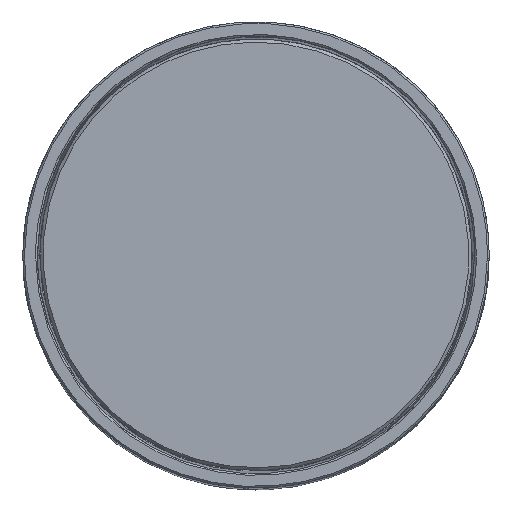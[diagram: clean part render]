
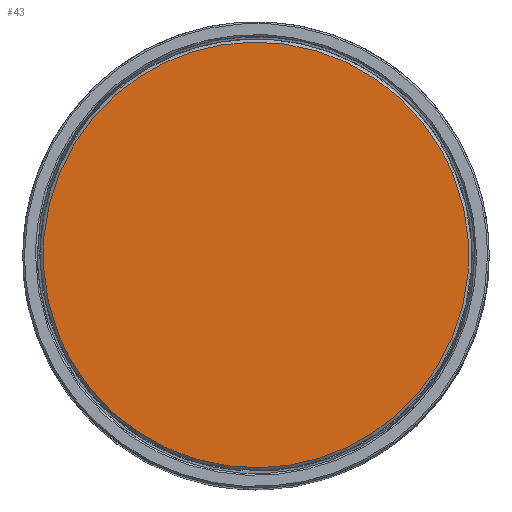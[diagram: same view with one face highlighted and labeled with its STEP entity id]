
A CAD part, top view. The second image highlights one B-rep face of the part: STEP entity #43.
In plain terms, the highlighted planar face has unit normal (0, 0, 1).
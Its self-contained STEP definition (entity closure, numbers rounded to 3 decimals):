
#43=ADVANCED_FACE('',(#135),#1311,.T.);
#135=FACE_OUTER_BOUND('',#227,.T.);
#227=EDGE_LOOP('',(#336,#337));
#336=ORIENTED_EDGE('',*,*,#740,.F.);
#337=ORIENTED_EDGE('',*,*,#737,.F.);
#737=EDGE_CURVE('',#1170,#1171,#953,.T.);
#740=EDGE_CURVE('',#1171,#1170,#955,.T.);
#953=(
BOUNDED_CURVE()
B_SPLINE_CURVE(2,(#1576,#1577,#1578,#1579,#1580),.UNSPECIFIED.,.F.,.F.)
B_SPLINE_CURVE_WITH_KNOTS((3,2,3),(-229.336,-172.002,
-114.668),.UNSPECIFIED.)
CURVE()
GEOMETRIC_REPRESENTATION_ITEM()
RATIONAL_B_SPLINE_CURVE((1.,0.707,1.,0.707,1.))
REPRESENTATION_ITEM('')
);
#955=(
BOUNDED_CURVE()
B_SPLINE_CURVE(2,(#1590,#1591,#1592,#1593,#1594),.UNSPECIFIED.,.F.,.F.)
B_SPLINE_CURVE_WITH_KNOTS((3,2,3),(-114.668,-57.334,
0.),.UNSPECIFIED.)
CURVE()
GEOMETRIC_REPRESENTATION_ITEM()
RATIONAL_B_SPLINE_CURVE((1.,0.707,1.,0.707,1.))
REPRESENTATION_ITEM('')
);
#1170=VERTEX_POINT('',#1566);
#1171=VERTEX_POINT('',#1567);
#1311=PLANE('',#1491);
#1491=AXIS2_PLACEMENT_3D('',#1554,#1517,$);
#1517=DIRECTION('',(0.,0.,1.));
#1554=CARTESIAN_POINT('',(-98.882,40.966,15.118));
#1566=CARTESIAN_POINT('',(33.616,14.076,15.118));
#1567=CARTESIAN_POINT('',(-33.816,-13.886,15.118));
#1576=CARTESIAN_POINT('',(33.616,14.076,15.118));
#1577=CARTESIAN_POINT('',(47.597,-19.64,15.118));
#1578=CARTESIAN_POINT('',(13.881,-33.621,15.118));
#1579=CARTESIAN_POINT('',(-19.835,-47.602,15.118));
#1580=CARTESIAN_POINT('',(-33.816,-13.886,15.118));
#1590=CARTESIAN_POINT('',(-33.816,-13.886,15.118));
#1591=CARTESIAN_POINT('',(-47.797,19.83,15.118));
#1592=CARTESIAN_POINT('',(-14.081,33.811,15.118));
#1593=CARTESIAN_POINT('',(19.635,47.792,15.118));
#1594=CARTESIAN_POINT('',(33.616,14.076,15.118));
